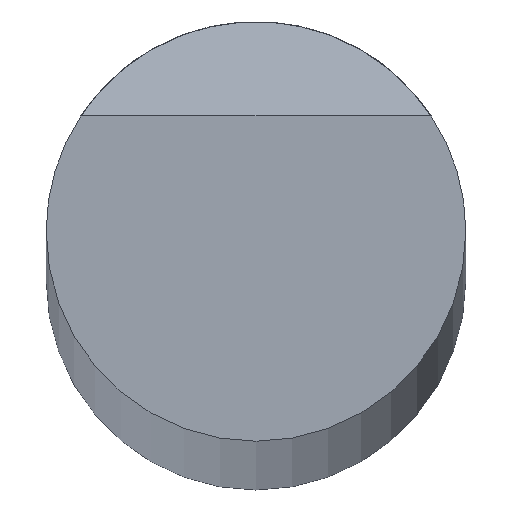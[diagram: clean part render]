
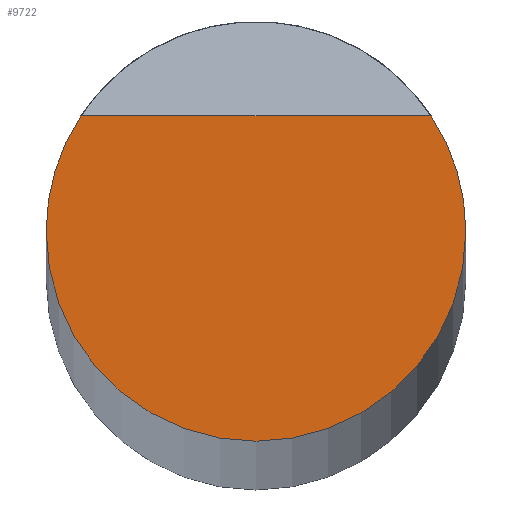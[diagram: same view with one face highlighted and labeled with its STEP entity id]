
A CAD part, top view. The second image highlights one B-rep face of the part: STEP entity #9722.
In plain terms, the highlighted planar face has unit normal (0, 0, 1).
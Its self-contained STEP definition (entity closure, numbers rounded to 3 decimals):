
#1220 = ORIENTED_EDGE ( 'NONE', *, *, #1301, .F. ) ;
#1301 = EDGE_CURVE ( 'NONE', #12764, #8533, #13558, .T. ) ;
#3146 = FACE_OUTER_BOUND ( 'NONE', #11047, .T. ) ;
#3373 = DIRECTION ( 'NONE',  ( 1., 0., 0. ) ) ;
#4305 = ORIENTED_EDGE ( 'NONE', *, *, #7916, .T. ) ;
#4550 = CARTESIAN_POINT ( 'NONE',  ( 0., 0., 1997.403 ) ) ;
#4921 = VERTEX_POINT ( 'NONE', #10423 ) ;
#5173 = DIRECTION ( 'NONE',  ( 0., 0., 1. ) ) ;
#6271 = ORIENTED_EDGE ( 'NONE', *, *, #8469, .T. ) ;
#6721 = EDGE_CURVE ( 'NONE', #12764, #15444, #13626, .T. ) ;
#6960 = PLANE ( 'NONE',  #15487 ) ;
#7047 = DIRECTION ( 'NONE',  ( 1., 0., 0. ) ) ;
#7359 = AXIS2_PLACEMENT_3D ( 'NONE', #4550, #15977, #3373 ) ;
#7709 = DIRECTION ( 'NONE',  ( 1., 0., 0. ) ) ;
#7916 = EDGE_CURVE ( 'NONE', #4921, #8533, #8155, .T. ) ;
#8155 = CIRCLE ( 'NONE', #8428, 15. ) ;
#8428 = AXIS2_PLACEMENT_3D ( 'NONE', #8893, #5173, #7709 ) ;
#8469 = EDGE_CURVE ( 'NONE', #15444, #4921, #10048, .T. ) ;
#8533 = VERTEX_POINT ( 'NONE', #13772 ) ;
#8893 = CARTESIAN_POINT ( 'NONE',  ( 0., 0., 1997.403 ) ) ;
#9722 = ADVANCED_FACE ( 'NONE', ( #3146 ), #6960, .T. ) ;
#9842 = AXIS2_PLACEMENT_3D ( 'NONE', #12395, #12218, #16278 ) ;
#10048 = CIRCLE ( 'NONE', #7359, 15. ) ;
#10187 = ORIENTED_EDGE ( 'NONE', *, *, #6721, .T. ) ;
#10423 = CARTESIAN_POINT ( 'NONE',  ( 15., 0., 1997.403 ) ) ;
#10939 = CARTESIAN_POINT ( 'NONE',  ( 0., 0., 1997.403 ) ) ;
#11047 = EDGE_LOOP ( 'NONE', ( #10187, #6271, #4305, #1220 ) ) ;
#11122 = CARTESIAN_POINT ( 'NONE',  ( -15., 0., 1997.403 ) ) ;
#11569 = CARTESIAN_POINT ( 'NONE',  ( -12.527, 8.25, 1997.403 ) ) ;
#11882 = VECTOR ( 'NONE', #7047, 1000. ) ;
#12218 = DIRECTION ( 'NONE',  ( 0., 0., 1. ) ) ;
#12395 = CARTESIAN_POINT ( 'NONE',  ( 0., 0., 1997.403 ) ) ;
#12764 = VERTEX_POINT ( 'NONE', #11569 ) ;
#13468 = DIRECTION ( 'NONE',  ( 1., 0., 0. ) ) ;
#13547 = DIRECTION ( 'NONE',  ( 0., 0., 1. ) ) ;
#13558 = LINE ( 'NONE', #16364, #11882 ) ;
#13626 = CIRCLE ( 'NONE', #9842, 15. ) ;
#13772 = CARTESIAN_POINT ( 'NONE',  ( 12.527, 8.25, 1997.403 ) ) ;
#15444 = VERTEX_POINT ( 'NONE', #11122 ) ;
#15487 = AXIS2_PLACEMENT_3D ( 'NONE', #10939, #13547, #13468 ) ;
#15977 = DIRECTION ( 'NONE',  ( 0., 0., 1. ) ) ;
#16278 = DIRECTION ( 'NONE',  ( 1., 0., 0. ) ) ;
#16364 = CARTESIAN_POINT ( 'NONE',  ( 15.001, 8.25, 1997.403 ) ) ;
